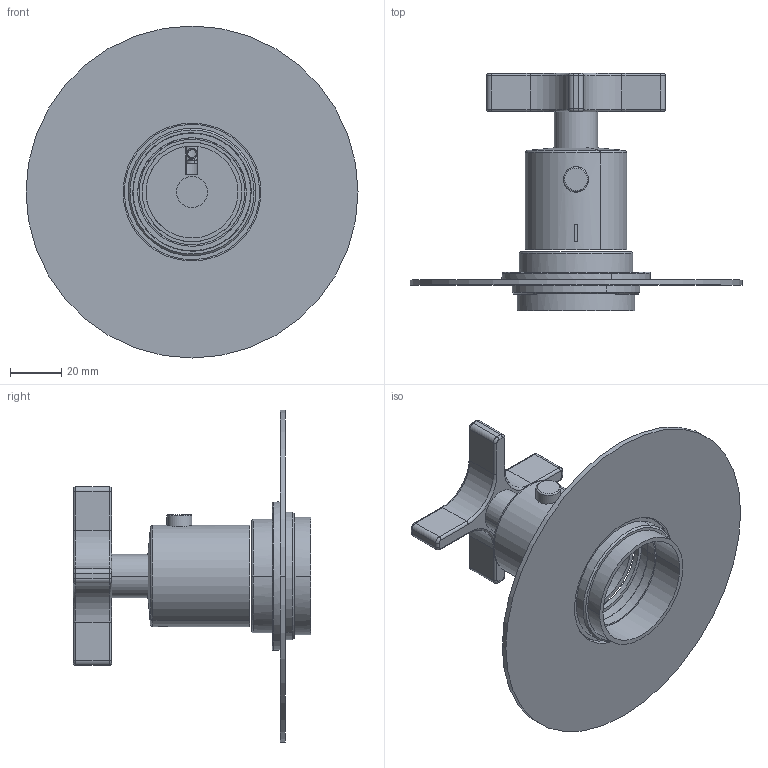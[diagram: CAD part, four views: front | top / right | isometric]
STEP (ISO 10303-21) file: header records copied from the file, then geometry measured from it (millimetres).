
FILE_DESCRIPTION(('CATIA V5 STEP Exchange','CAx-IF Rec.Pracs.--- Model Styling and Organization---1.5--- 2016-08-15','CAx-IF Rec.Pracs.---Supplemental Geometry---1.0---2011-11-01','CAx-IF Rec.Pracs.--- Composite Materials ---3.4---2017-06-13','CAx-IF Rec.Pracs.---Tessellated 3D Geometry---1.0---2015-12-17'),'2;1');
FILE_NAME('GS007200.stp','2023-02-03T13:22:27+00:00',('none'),('none'),'CATIA Version 5-6 Release 2020 SP2','CATIA V5 STEP AP242 v2','none');
FILE_SCHEMA(('AP242_MANAGED_MODEL_BASED_3D_ENGINEERING_MIM_LF {1 0 10303 442 1 1 4}'));
Length unit declared in the file: millimetre
Products named in the file (1): PR.0488.11_AllCATPart
Bounding box: 130 x 92.92 x 130 mm (x, y, z)
Volume: 71781 mm3; surface area: 53836.6 mm2
Topology: 9 solids, 9 shells, 599 faces, 1576 edges, 1022 vertices
Faces by surface type: plane 341, cylinder 197, torus 34, cone 25, sphere 2
Entity records: 18363 total; most frequent: CARTESIAN_POINT 4190, ORIENTED_EDGE 3152, DIRECTION 2352, EDGE_CURVE 1576, VECTOR 1039, LINE 1039, VERTEX_POINT 1022, AXIS2_PLACEMENT_3D 851
